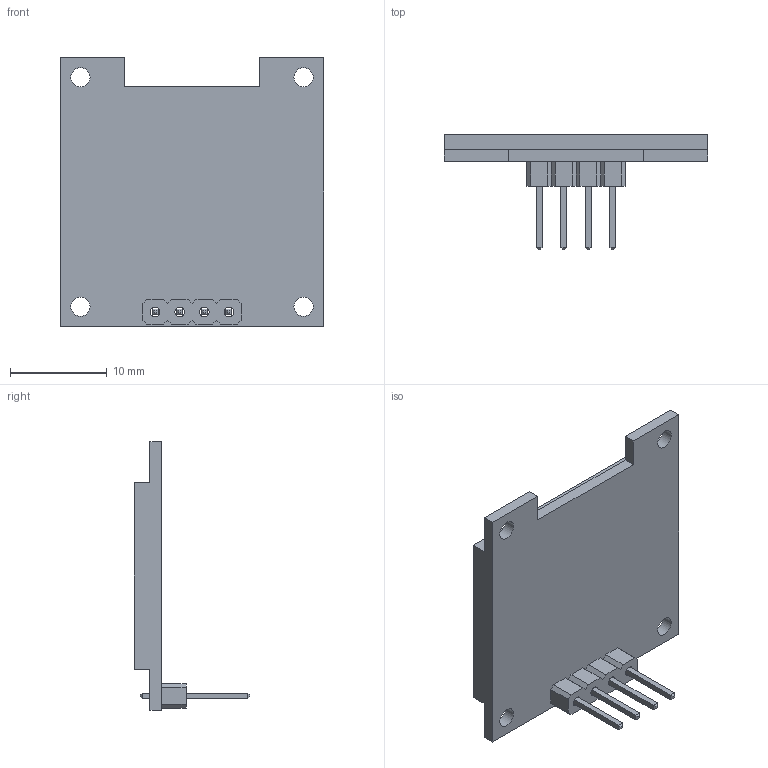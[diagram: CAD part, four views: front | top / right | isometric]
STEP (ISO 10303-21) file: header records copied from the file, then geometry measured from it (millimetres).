
FILE_DESCRIPTION(/* description */ (''),/* implementation_level */ '2;1');
FILE_NAME(/* name */ 'OLED 128x64 0 96 inch.step',/* time_stamp */ '2022-02-26T00:21:58+03:00',/* author */ (''),/* organization */ (''),/* preprocessor_version */ 'ST-DEVELOPER v18.1',/* originating_system */ 'Autodesk Translation Framework v10.10.0.1391',/* authorisation */ '');
FILE_SCHEMA (('AUTOMOTIVE_DESIGN { 1 0 10303 214 3 1 1 }'));
Length unit declared in the file: millimetre
Products named in the file (1): User Library-OLED-12864-0_96cun
Bounding box: 27.3 x 11.9 x 27.8 mm (x, y, z)
Volume: 1750.8 mm3; surface area: 1944.6 mm2
Topology: 5 solids, 5 shells, 110 faces, 262 edges, 164 vertices
Faces by surface type: plane 102, cylinder 8
Full cylindrical faces by diameter (mm): 1 x4, 2 x4
Entity records: 3232 total; most frequent: CARTESIAN_POINT 537, ORIENTED_EDGE 524, DIRECTION 500, EDGE_CURVE 262, LINE 246, VECTOR 246, VERTEX_POINT 164, EDGE_LOOP 128
